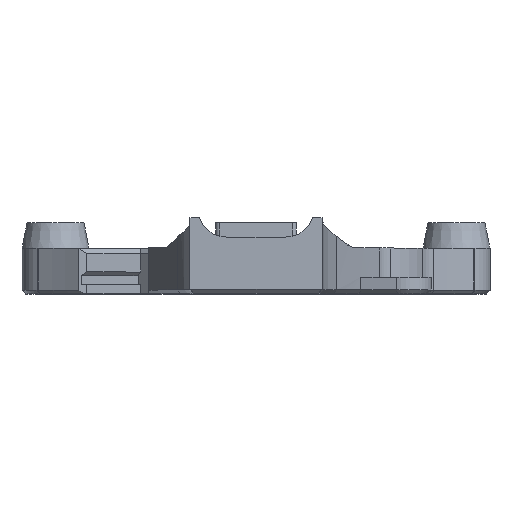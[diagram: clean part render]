
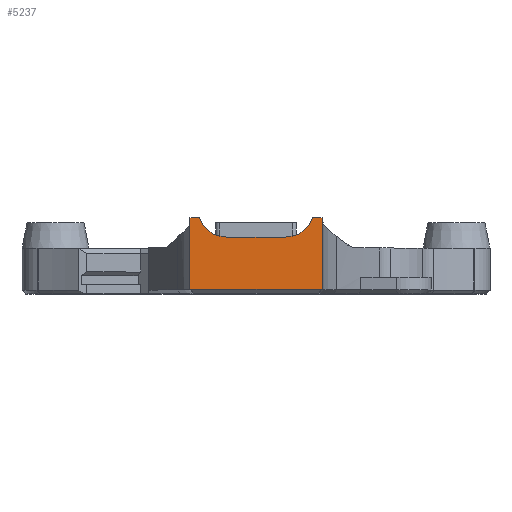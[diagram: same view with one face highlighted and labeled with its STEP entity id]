
A CAD part, top view. The second image highlights one B-rep face of the part: STEP entity #5237.
In plain terms, the highlighted face is planar.
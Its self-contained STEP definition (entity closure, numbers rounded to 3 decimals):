
#269=CIRCLE('',#5438,3.131);
#399=CIRCLE('',#5778,3.131);
#759=FACE_OUTER_BOUND('',#1080,.T.);
#1080=EDGE_LOOP('',(#4684,#4685,#4686,#4687,#4688,#4689,#4690,#4691));
#1209=LINE('',#7887,#1690);
#1255=LINE('',#8044,#1736);
#1552=LINE('',#8945,#2033);
#1570=LINE('',#9071,#2051);
#1571=LINE('',#9074,#2052);
#1572=LINE('',#9075,#2053);
#1690=VECTOR('',#6201,1000.);
#1736=VECTOR('',#6341,1000.);
#2033=VECTOR('',#7272,1000.);
#2051=VECTOR('',#7356,1000.);
#2052=VECTOR('',#7359,1000.);
#2053=VECTOR('',#7360,1000.);
#2240=VERTEX_POINT('',#7884);
#2241=VERTEX_POINT('',#7886);
#2275=VERTEX_POINT('',#7995);
#2288=VERTEX_POINT('',#8041);
#2516=VERTEX_POINT('',#8939);
#2518=VERTEX_POINT('',#8943);
#2534=VERTEX_POINT('',#9069);
#2535=VERTEX_POINT('',#9073);
#2736=EDGE_CURVE('',#2241,#2240,#1209,.T.);
#2784=EDGE_CURVE('',#2240,#2275,#269,.T.);
#2808=EDGE_CURVE('',#2275,#2288,#1255,.T.);
#3232=EDGE_CURVE('',#2516,#2518,#1552,.T.);
#3238=EDGE_CURVE('',#2241,#2518,#399,.T.);
#3271=EDGE_CURVE('',#2516,#2534,#1570,.T.);
#3272=EDGE_CURVE('',#2534,#2535,#1571,.T.);
#3273=EDGE_CURVE('',#2288,#2535,#1572,.T.);
#4684=ORIENTED_EDGE('',*,*,#3272,.F.);
#4685=ORIENTED_EDGE('',*,*,#3271,.F.);
#4686=ORIENTED_EDGE('',*,*,#3232,.T.);
#4687=ORIENTED_EDGE('',*,*,#3238,.F.);
#4688=ORIENTED_EDGE('',*,*,#2736,.T.);
#4689=ORIENTED_EDGE('',*,*,#2784,.T.);
#4690=ORIENTED_EDGE('',*,*,#2808,.T.);
#4691=ORIENTED_EDGE('',*,*,#3273,.T.);
#4959=PLANE('',#5806);
#5237=ADVANCED_FACE('',(#759),#4959,.T.);
#5438=AXIS2_PLACEMENT_3D('',#7997,#6290,#6291);
#5778=AXIS2_PLACEMENT_3D('',#8971,#7287,#7288);
#5806=AXIS2_PLACEMENT_3D('',#9072,#7357,#7358);
#6201=DIRECTION('',(-1.,0.,0.));
#6290=DIRECTION('center_axis',(0.,1.,0.));
#6291=DIRECTION('ref_axis',(0.958,0.,-0.286));
#6341=DIRECTION('',(-1.,0.,0.));
#7272=DIRECTION('',(-1.,0.,0.));
#7287=DIRECTION('center_axis',(0.,-1.,0.));
#7288=DIRECTION('ref_axis',(-0.958,0.,-0.286));
#7356=DIRECTION('',(0.,0.,-1.));
#7357=DIRECTION('center_axis',(0.,-1.,0.));
#7358=DIRECTION('ref_axis',(-1.,0.,0.));
#7359=DIRECTION('',(-1.,0.,0.));
#7360=DIRECTION('',(0.,0.,-1.));
#7884=CARTESIAN_POINT('',(-4.724,-39.559,6.129));
#7886=CARTESIAN_POINT('',(1.72,-39.559,6.129));
#7887=CARTESIAN_POINT('',(-4.281,-39.559,6.129));
#7995=CARTESIAN_POINT('',(-7.691,-39.559,8.264));
#7997=CARTESIAN_POINT('Origin',(-4.723,-39.559,9.26));
#8041=CARTESIAN_POINT('',(-8.723,-39.559,8.264));
#8044=CARTESIAN_POINT('',(-0.282,-39.559,8.264));
#8939=CARTESIAN_POINT('',(5.718,-39.559,8.264));
#8943=CARTESIAN_POINT('',(4.686,-39.559,8.264));
#8945=CARTESIAN_POINT('',(3.287,-39.559,8.264));
#8971=CARTESIAN_POINT('Origin',(1.718,-39.559,9.26));
#9069=CARTESIAN_POINT('',(5.718,-39.559,0.4));
#9071=CARTESIAN_POINT('',(5.718,-39.559,2.5));
#9072=CARTESIAN_POINT('Origin',(-0.282,-39.559,2.5));
#9073=CARTESIAN_POINT('',(-8.723,-39.559,0.4));
#9074=CARTESIAN_POINT('',(0.111,-39.559,0.4));
#9075=CARTESIAN_POINT('',(-8.723,-39.559,2.5));
